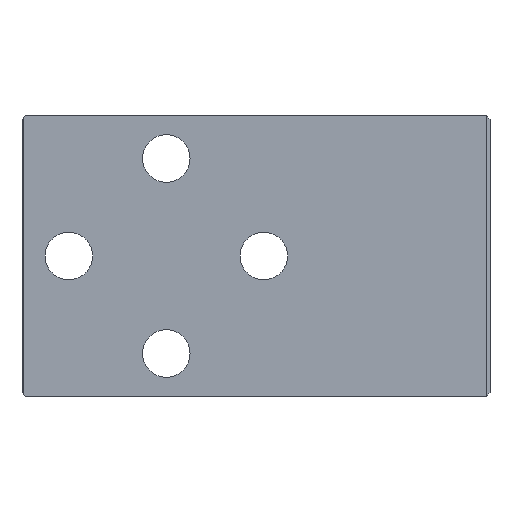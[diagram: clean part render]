
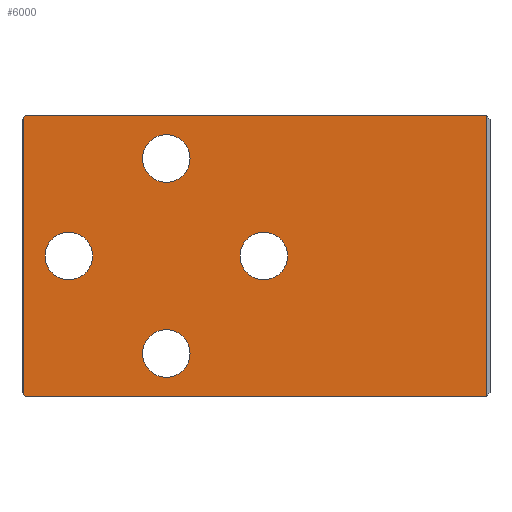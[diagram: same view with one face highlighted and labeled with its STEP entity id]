
A CAD part, front view. The second image highlights one B-rep face of the part: STEP entity #6000.
In plain terms, the highlighted planar face has unit normal (0, -1, 0).
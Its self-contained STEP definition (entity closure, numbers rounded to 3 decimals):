
#26=DIRECTION('',(1.,0.,0.));
#27=VECTOR('',#26,59.);
#28=CARTESIAN_POINT('',(-59.5,0.,0.));
#29=LINE('',#28,#27);
#86=CARTESIAN_POINT('',(-54.,0.,18.));
#87=DIRECTION('',(0.,1.,0.));
#88=DIRECTION('',(-1.,0.,0.));
#89=AXIS2_PLACEMENT_3D('',#86,#87,#88);
#91=CARTESIAN_POINT('',(-54.,0.,18.));
#92=DIRECTION('',(0.,1.,0.));
#93=DIRECTION('',(1.,0.,0.));
#94=AXIS2_PLACEMENT_3D('',#91,#92,#93);
#96=CARTESIAN_POINT('',(-29.,0.,18.));
#97=DIRECTION('',(0.,1.,0.));
#98=DIRECTION('',(-1.,0.,0.));
#99=AXIS2_PLACEMENT_3D('',#96,#97,#98);
#101=CARTESIAN_POINT('',(-29.,0.,18.));
#102=DIRECTION('',(0.,1.,0.));
#103=DIRECTION('',(1.,0.,0.));
#104=AXIS2_PLACEMENT_3D('',#101,#102,#103);
#106=CARTESIAN_POINT('',(-41.5,0.,30.5));
#107=DIRECTION('',(0.,1.,0.));
#108=DIRECTION('',(-1.,0.,0.));
#109=AXIS2_PLACEMENT_3D('',#106,#107,#108);
#111=CARTESIAN_POINT('',(-41.5,0.,30.5));
#112=DIRECTION('',(0.,1.,0.));
#113=DIRECTION('',(1.,0.,0.));
#114=AXIS2_PLACEMENT_3D('',#111,#112,#113);
#116=CARTESIAN_POINT('',(-41.5,0.,5.5));
#117=DIRECTION('',(0.,1.,0.));
#118=DIRECTION('',(-1.,0.,0.));
#119=AXIS2_PLACEMENT_3D('',#116,#117,#118);
#121=CARTESIAN_POINT('',(-41.5,0.,5.5));
#122=DIRECTION('',(0.,1.,0.));
#123=DIRECTION('',(1.,0.,0.));
#124=AXIS2_PLACEMENT_3D('',#121,#122,#123);
#126=DIRECTION('',(0.,0.,-1.));
#127=VECTOR('',#126,35.4);
#128=CARTESIAN_POINT('',(-59.8,0.,35.7));
#129=LINE('',#128,#127);
#130=DIRECTION('',(-0.707,0.,-0.707));
#131=VECTOR('',#130,0.424);
#132=CARTESIAN_POINT('',(-59.5,0.,36.));
#133=LINE('',#132,#131);
#134=DIRECTION('',(0.,0.,-1.));
#135=VECTOR('',#134,36.);
#136=CARTESIAN_POINT('',(-0.5,0.,36.));
#137=LINE('',#136,#135);
#138=DIRECTION('',(0.707,0.,-0.707));
#139=VECTOR('',#138,0.424);
#140=CARTESIAN_POINT('',(-59.8,0.,0.3));
#141=LINE('',#140,#139);
#315=DIRECTION('',(1.,0.,0.));
#316=VECTOR('',#315,59.);
#317=CARTESIAN_POINT('',(-59.5,0.,36.));
#318=LINE('',#317,#316);
#5276=CARTESIAN_POINT('',(-57.05,0.,18.));
#5277=CARTESIAN_POINT('',(-50.95,0.,18.));
#5278=VERTEX_POINT('',#5276);
#5279=VERTEX_POINT('',#5277);
#5280=CARTESIAN_POINT('',(-32.05,0.,18.));
#5281=CARTESIAN_POINT('',(-25.95,0.,18.));
#5282=VERTEX_POINT('',#5280);
#5283=VERTEX_POINT('',#5281);
#5284=CARTESIAN_POINT('',(-44.55,0.,30.5));
#5285=CARTESIAN_POINT('',(-38.45,0.,30.5));
#5286=VERTEX_POINT('',#5284);
#5287=VERTEX_POINT('',#5285);
#5288=CARTESIAN_POINT('',(-44.55,0.,5.5));
#5289=CARTESIAN_POINT('',(-38.45,0.,5.5));
#5290=VERTEX_POINT('',#5288);
#5291=VERTEX_POINT('',#5289);
#5414=CARTESIAN_POINT('',(-0.5,0.,36.));
#5415=CARTESIAN_POINT('',(-0.5,0.,0.));
#5416=VERTEX_POINT('',#5414);
#5417=VERTEX_POINT('',#5415);
#5422=CARTESIAN_POINT('',(-59.5,0.,0.));
#5423=VERTEX_POINT('',#5422);
#5424=CARTESIAN_POINT('',(-59.5,0.,36.));
#5425=VERTEX_POINT('',#5424);
#5466=CARTESIAN_POINT('',(-59.8,0.,0.3));
#5468=VERTEX_POINT('',#5466);
#5472=CARTESIAN_POINT('',(-59.8,0.,35.7));
#5473=VERTEX_POINT('',#5472);
#5959=CARTESIAN_POINT('',(-60.,0.,0.));
#5960=DIRECTION('',(0.,-1.,0.));
#5961=DIRECTION('',(1.,0.,0.));
#5962=AXIS2_PLACEMENT_3D('',#5959,#5960,#5961);
#5963=PLANE('',#5962);
#5965=ORIENTED_EDGE('',*,*,#5964,.F.);
#5967=ORIENTED_EDGE('',*,*,#5966,.F.);
#5969=ORIENTED_EDGE('',*,*,#5968,.T.);
#5970=ORIENTED_EDGE('',*,*,#5949,.T.);
#5971=ORIENTED_EDGE('',*,*,#5839,.F.);
#5973=ORIENTED_EDGE('',*,*,#5972,.F.);
#5974=EDGE_LOOP('',(#5965,#5967,#5969,#5970,#5971,#5973));
#5975=FACE_OUTER_BOUND('',#5974,.F.);
#5977=ORIENTED_EDGE('',*,*,#5976,.F.);
#5979=ORIENTED_EDGE('',*,*,#5978,.F.);
#5980=EDGE_LOOP('',(#5977,#5979));
#5981=FACE_BOUND('',#5980,.F.);
#5983=ORIENTED_EDGE('',*,*,#5982,.F.);
#5985=ORIENTED_EDGE('',*,*,#5984,.F.);
#5986=EDGE_LOOP('',(#5983,#5985));
#5987=FACE_BOUND('',#5986,.F.);
#5989=ORIENTED_EDGE('',*,*,#5988,.F.);
#5991=ORIENTED_EDGE('',*,*,#5990,.F.);
#5992=EDGE_LOOP('',(#5989,#5991));
#5993=FACE_BOUND('',#5992,.F.);
#5995=ORIENTED_EDGE('',*,*,#5994,.F.);
#5997=ORIENTED_EDGE('',*,*,#5996,.F.);
#5998=EDGE_LOOP('',(#5995,#5997));
#5999=FACE_BOUND('',#5998,.F.);
#6000=ADVANCED_FACE('',(#5975,#5981,#5987,#5993,#5999),#5963,.T.);
#90=CIRCLE('',#89,3.05);
#95=CIRCLE('',#94,3.05);
#100=CIRCLE('',#99,3.05);
#105=CIRCLE('',#104,3.05);
#110=CIRCLE('',#109,3.05);
#115=CIRCLE('',#114,3.05);
#120=CIRCLE('',#119,3.05);
#125=CIRCLE('',#124,3.05);
#5839=EDGE_CURVE('',#5423,#5417,#29,.T.);
#5949=EDGE_CURVE('',#5416,#5417,#137,.T.);
#5964=EDGE_CURVE('',#5473,#5468,#129,.T.);
#5966=EDGE_CURVE('',#5425,#5473,#133,.T.);
#5968=EDGE_CURVE('',#5425,#5416,#318,.T.);
#5972=EDGE_CURVE('',#5468,#5423,#141,.T.);
#5976=EDGE_CURVE('',#5282,#5283,#100,.T.);
#5978=EDGE_CURVE('',#5283,#5282,#105,.T.);
#5982=EDGE_CURVE('',#5286,#5287,#110,.T.);
#5984=EDGE_CURVE('',#5287,#5286,#115,.T.);
#5988=EDGE_CURVE('',#5290,#5291,#120,.T.);
#5990=EDGE_CURVE('',#5291,#5290,#125,.T.);
#5994=EDGE_CURVE('',#5278,#5279,#90,.T.);
#5996=EDGE_CURVE('',#5279,#5278,#95,.T.);
